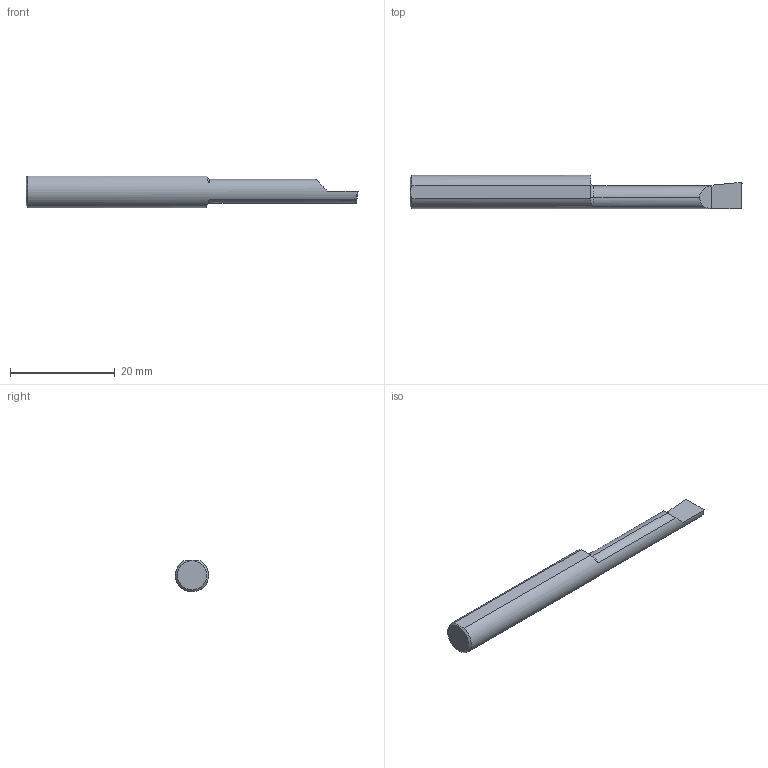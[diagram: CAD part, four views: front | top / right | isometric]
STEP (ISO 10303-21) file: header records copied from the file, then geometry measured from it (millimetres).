
FILE_DESCRIPTION (( 'STEP AP203' ), '1' );
FILE_NAME ('213525-B2001100R.STEP', '2024-04-11T18:19:42', ( '' ), ( '' ), 'SwSTEP 2.0', 'SolidWorks 2022', '' );
FILE_SCHEMA (( 'CONFIG_CONTROL_DESIGN' ));
Length unit declared in the file: inch
Products named in the file (1): 213525-B2001100R
Bounding box: 63.5 x 6.34 x 6.06 mm (x, y, z)
Volume: 1475.5 mm3; surface area: 1129.4 mm2
Topology: 1 solids, 1 shells, 23 faces, 60 edges, 39 vertices
Faces by surface type: plane 11, cylinder 6, torus 3, cone 3
Entity records: 814 total; most frequent: CARTESIAN_POINT 198, ORIENTED_EDGE 120, DIRECTION 105, EDGE_CURVE 60, VERTEX_POINT 39, AXIS2_PLACEMENT_3D 38, VECTOR 29, LINE 29
